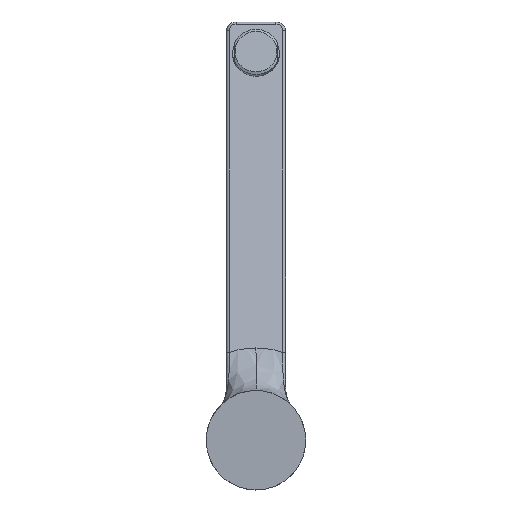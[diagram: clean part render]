
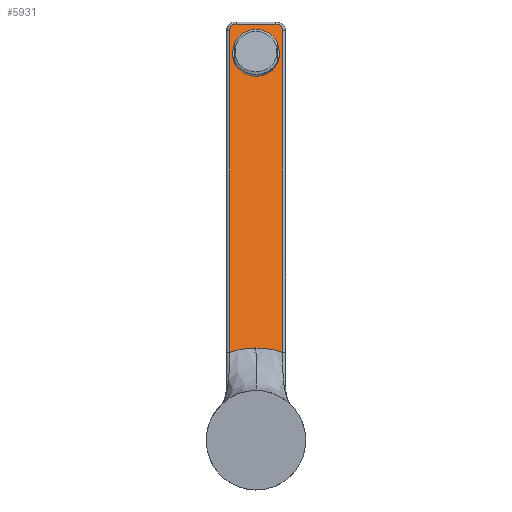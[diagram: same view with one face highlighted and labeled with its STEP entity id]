
A CAD part, front view. The second image highlights one B-rep face of the part: STEP entity #5931.
In plain terms, the highlighted planar face has unit normal (0, -0.964, 0.267).
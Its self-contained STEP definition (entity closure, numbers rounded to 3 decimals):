
#97 = CARTESIAN_POINT ( 'NONE',  ( 5.606, 43.127, 47.07 ) ) ;
#224 = VERTEX_POINT ( 'NONE', #6067 ) ;
#304 = EDGE_LOOP ( 'NONE', ( #649, #1131 ) ) ;
#371 = VERTEX_POINT ( 'NONE', #6877 ) ;
#387 = EDGE_CURVE ( 'NONE', #1472, #4043, #7741, .T. ) ;
#605 = VERTEX_POINT ( 'NONE', #3430 ) ;
#642 = CARTESIAN_POINT ( 'NONE',  ( -13.749, 88.574, 210.948 ) ) ;
#649 = ORIENTED_EDGE ( 'NONE', *, *, #387, .T. ) ;
#730 = CARTESIAN_POINT ( 'NONE',  ( 13.75, 88.28, 209.886 ) ) ;
#757 = CARTESIAN_POINT ( 'NONE',  ( 11.105, 42.811, 45.932 ) ) ;
#766 = CARTESIAN_POINT ( 'NONE',  ( -13.75, 42.563, 45.037 ) ) ;
#830 = VERTEX_POINT ( 'NONE', #766 ) ;
#1131 = ORIENTED_EDGE ( 'NONE', *, *, #6607, .T. ) ;
#1167 = CARTESIAN_POINT ( 'NONE',  ( -0.973, 43.19, 47.298 ) ) ;
#1254 = CARTESIAN_POINT ( 'NONE',  ( -1.946, 43.182, 47.271 ) ) ;
#1281 = B_SPLINE_CURVE_WITH_KNOTS ( 'NONE', 5,
 ( #3236, #7557, #97, #4503, #757, #5139 ),
 .UNSPECIFIED., .F., .F.,
 ( 6, 6 ),
 ( 0., 14.049 ),
 .UNSPECIFIED. ) ;
#1295 = EDGE_CURVE ( 'NONE', #371, #6424, #7947, .T. ) ;
#1340 = DIRECTION ( 'NONE',  ( 0., 0.964, -0.267 ) ) ;
#1389 = CARTESIAN_POINT ( 'NONE',  ( -13.75, 65.421, 127.461 ) ) ;
#1472 = VERTEX_POINT ( 'NONE', #5714 ) ;
#1703 = LINE ( 'NONE', #3600, #3545 ) ;
#1884 = CARTESIAN_POINT ( 'NONE',  ( -6.662, 43.065, 46.846 ) ) ;
#1906 = AXIS2_PLACEMENT_3D ( 'NONE', #4309, #1340, #5709 ) ;
#2000 = DIRECTION ( 'NONE',  ( 0., -0.267, -0.964 ) ) ;
#2089 = EDGE_CURVE ( 'NONE', #605, #830, #4141, .T. ) ;
#2182 = CARTESIAN_POINT ( 'NONE',  ( 13.75, 65.421, 127.461 ) ) ;
#2186 = ORIENTED_EDGE ( 'NONE', *, *, #2687, .T. ) ;
#2427 = ORIENTED_EDGE ( 'NONE', *, *, #3064, .T. ) ;
#2465 = CARTESIAN_POINT ( 'NONE',  ( 10.25, 89.215, 213.259 ) ) ;
#2499 = CARTESIAN_POINT ( 'NONE',  ( -11.185, 42.79, 45.856 ) ) ;
#2643 = CARTESIAN_POINT ( 'NONE',  ( 10.25, 89.215, 213.259 ) ) ;
#2687 = EDGE_CURVE ( 'NONE', #6424, #830, #5185, .T. ) ;
#2703 = VERTEX_POINT ( 'NONE', #730 ) ;
#2716 = CARTESIAN_POINT ( 'NONE',  ( -12., 78.602, 174.988 ) ) ;
#2886 = ORIENTED_EDGE ( 'NONE', *, *, #4914, .F. ) ;
#3064 = EDGE_CURVE ( 'NONE', #605, #224, #1281, .T. ) ;
#3123 = CARTESIAN_POINT ( 'NONE',  ( -13.75, 42.563, 45.037 ) ) ;
#3144 = EDGE_LOOP ( 'NONE', ( #2427, #2886, #7015, #5122, #7965, #2186, #7856 ) ) ;
#3153 = VERTEX_POINT ( 'NONE', #2643 ) ;
#3236 = CARTESIAN_POINT ( 'NONE',  ( 0., 43.19, 47.298 ) ) ;
#3430 = CARTESIAN_POINT ( 'NONE',  ( 0., 43.19, 47.298 ) ) ;
#3545 = VECTOR ( 'NONE', #7986, 1000. ) ;
#3600 = CARTESIAN_POINT ( 'NONE',  ( -6.511, 89.215, 213.259 ) ) ;
#3715 = CARTESIAN_POINT ( 'NONE',  ( 13.32, 88.868, 212.006 ) ) ;
#4043 = VERTEX_POINT ( 'NONE', #4107 ) ;
#4107 = CARTESIAN_POINT ( 'NONE',  ( 12., 85.016, 198.116 ) ) ;
#4141 = B_SPLINE_CURVE_WITH_KNOTS ( 'NONE', 5,
 ( #8031, #1167, #1254, #5626, #1884, #6253, #2499, #6885, #3123 ),
 .UNSPECIFIED., .F., .F.,
 ( 6, 2, 1, 6 ),
 ( 0., 6.534, 12.969, 18.826 ),
 .UNSPECIFIED. ) ;
#4309 = CARTESIAN_POINT ( 'NONE',  ( 0., 27.925, -7.744 ) ) ;
#4355 = CARTESIAN_POINT ( 'NONE',  ( 13.75, 88.28, 209.886 ) ) ;
#4396 = CARTESIAN_POINT ( 'NONE',  ( -13.322, 88.867, 212.002 ) ) ;
#4503 = CARTESIAN_POINT ( 'NONE',  ( 8.382, 43., 46.613 ) ) ;
#4914 = EDGE_CURVE ( 'NONE', #2703, #224, #4936, .T. ) ;
#4936 = LINE ( 'NONE', #2182, #6801 ) ;
#4987 = VECTOR ( 'NONE', #2000, 1000. ) ;
#5026 = CARTESIAN_POINT ( 'NONE',  ( -13.75, 88.28, 209.886 ) ) ;
#5109 = CARTESIAN_POINT ( 'NONE',  ( 12., 85.016, 198.116 ) ) ;
#5122 = ORIENTED_EDGE ( 'NONE', *, *, #6101, .T. ) ;
#5139 = CARTESIAN_POINT ( 'NONE',  ( 13.75, 42.563, 45.037 ) ) ;
#5185 = LINE ( 'NONE', #1389, #4987 ) ;
#5418 = FACE_BOUND ( 'NONE', #304, .T. ) ;
#5626 = CARTESIAN_POINT ( 'NONE',  ( -3.875, 43.152, 47.162 ) ) ;
#5709 = DIRECTION ( 'NONE',  ( 1., 0., 0. ) ) ;
#5714 = CARTESIAN_POINT ( 'NONE',  ( -12., 85.016, 198.116 ) ) ;
#5821 = FACE_OUTER_BOUND ( 'NONE', #3144, .T. ) ;
#5845 = CARTESIAN_POINT ( 'NONE',  ( 12., 78.602, 174.988 ) ) ;
#5931 = ADVANCED_FACE ( 'NONE', ( #5418, #5821 ), #6199, .F. ) ;
#6067 = CARTESIAN_POINT ( 'NONE',  ( 13.75, 42.563, 45.037 ) ) ;
#6079 = CARTESIAN_POINT ( 'NONE',  ( 12., 85.016, 198.116 ) ) ;
#6101 = EDGE_CURVE ( 'NONE', #3153, #371, #1703, .T. ) ;
#6108 = CARTESIAN_POINT ( 'NONE',  ( 12., 91.43, 221.244 ) ) ;
#6133 = CARTESIAN_POINT ( 'NONE',  ( -12., 85.016, 198.116 ) ) ;
#6199 = PLANE ( 'NONE',  #1906 ) ;
#6253 = CARTESIAN_POINT ( 'NONE',  ( -9.412, 42.914, 46.305 ) ) ;
#6424 = VERTEX_POINT ( 'NONE', #6867 ) ;
#6552 = DIRECTION ( 'NONE',  ( 0., -0.267, -0.964 ) ) ;
#6607 = EDGE_CURVE ( 'NONE', #4043, #1472, #7099, .T. ) ;
#6755 = CARTESIAN_POINT ( 'NONE',  ( -12., 91.43, 221.244 ) ) ;
#6801 = VECTOR ( 'NONE', #6552, 1000. ) ;
#6851 = CARTESIAN_POINT ( 'NONE',  ( 11.35, 89.215, 213.258 ) ) ;
#6867 = CARTESIAN_POINT ( 'NONE',  ( -13.75, 88.28, 209.886 ) ) ;
#6877 = CARTESIAN_POINT ( 'NONE',  ( -10.25, 89.215, 213.259 ) ) ;
#6885 = CARTESIAN_POINT ( 'NONE',  ( -12.927, 42.64, 45.315 ) ) ;
#6888 = CARTESIAN_POINT ( 'NONE',  ( -10.25, 89.215, 213.259 ) ) ;
#7015 = ORIENTED_EDGE ( 'NONE', *, *, #7597, .F. ) ;
#7099 =( BOUNDED_CURVE ( )  B_SPLINE_CURVE ( 3, ( #5109, #5845, #2716, #7102 ),
 .UNSPECIFIED., .F., .T. ) 
 B_SPLINE_CURVE_WITH_KNOTS ( ( 4, 4 ),
 ( 4.712, 7.854 ),
 .UNSPECIFIED. ) 
 CURVE ( )  GEOMETRIC_REPRESENTATION_ITEM ( )  RATIONAL_B_SPLINE_CURVE ( ( 1., 0.333, 0.333, 1. ) ) 
 REPRESENTATION_ITEM ( '' )  );
#7102 = CARTESIAN_POINT ( 'NONE',  ( -12., 85.016, 198.116 ) ) ;
#7481 = CARTESIAN_POINT ( 'NONE',  ( 12.45, 89.1, 212.844 ) ) ;
#7519 = CARTESIAN_POINT ( 'NONE',  ( -11.355, 89.215, 213.257 ) ) ;
#7557 = CARTESIAN_POINT ( 'NONE',  ( 2.803, 43.19, 47.298 ) ) ;
#7597 = EDGE_CURVE ( 'NONE', #3153, #2703, #8143, .T. ) ;
#7741 =( BOUNDED_CURVE ( )  B_SPLINE_CURVE ( 3, ( #6133, #6755, #6108, #6079 ),
 .UNSPECIFIED., .F., .T. ) 
 B_SPLINE_CURVE_WITH_KNOTS ( ( 4, 4 ),
 ( 1.571, 4.712 ),
 .UNSPECIFIED. ) 
 CURVE ( )  GEOMETRIC_REPRESENTATION_ITEM ( )  RATIONAL_B_SPLINE_CURVE ( ( 1., 0.333, 0.333, 1. ) ) 
 REPRESENTATION_ITEM ( '' )  );
#7856 = ORIENTED_EDGE ( 'NONE', *, *, #2089, .F. ) ;
#7947 = B_SPLINE_CURVE_WITH_KNOTS ( 'NONE', 5,
 ( #6888, #7519, #8140, #4396, #642, #5026 ),
 .UNSPECIFIED., .F., .F.,
 ( 6, 6 ),
 ( 0., 7.368 ),
 .UNSPECIFIED. ) ;
#7965 = ORIENTED_EDGE ( 'NONE', *, *, #1295, .T. ) ;
#7986 = DIRECTION ( 'NONE',  ( -1., 0., 0. ) ) ;
#8031 = CARTESIAN_POINT ( 'NONE',  ( 0., 43.19, 47.298 ) ) ;
#8104 = CARTESIAN_POINT ( 'NONE',  ( 13.749, 88.574, 210.946 ) ) ;
#8140 = CARTESIAN_POINT ( 'NONE',  ( -12.448, 89.1, 212.844 ) ) ;
#8143 = B_SPLINE_CURVE_WITH_KNOTS ( 'NONE', 5,
 ( #2465, #6851, #7481, #3715, #8104, #4355 ),
 .UNSPECIFIED., .F., .F.,
 ( 6, 6 ),
 ( 0., 5.792 ),
 .UNSPECIFIED. ) ;
